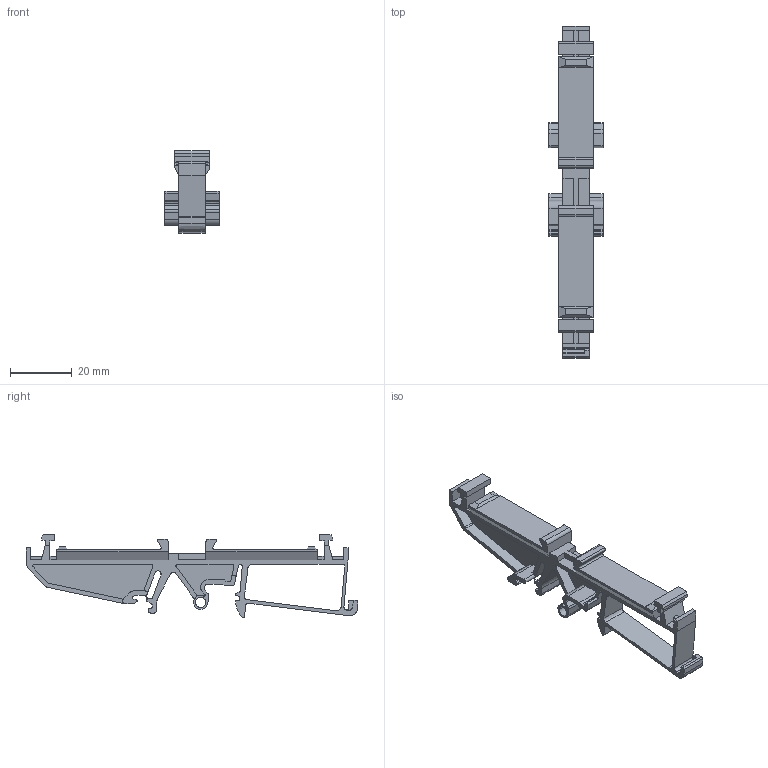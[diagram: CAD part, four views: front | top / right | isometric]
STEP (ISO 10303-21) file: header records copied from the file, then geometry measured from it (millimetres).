
FILE_DESCRIPTION(('CATIA V5 STEP Exchange','CAx-IF Rec.Pracs.--- Model Styling and Organization---1.4--- 2014-01-23'),'2;1');
FILE_NAME ('D1395765_1', '2019-10-30T08:35:46+00:00', ('none'), ('Weidmueller'), 'CATIA Version 5-6 Release 2016 SP3 HF44', 'CATIA V5 STEP AP214', 'none');
FILE_SCHEMA(('AUTOMOTIVE_DESIGN { 1 0 10303 214 1 1 1 1 }'));
Length unit declared in the file: millimetre
Products named in the file (1): 1020690000
Bounding box: 17.5 x 107.2 x 26.75 mm (x, y, z)
Volume: 7977.2 mm3; surface area: 8810.9 mm2
Topology: 1 solids, 1 shells, 257 faces, 765 edges, 510 vertices
Faces by surface type: plane 174, extrusion 52, cylinder 31
Entity records: 9603 total; most frequent: CARTESIAN_POINT 3014, ORIENTED_EDGE 1530, DIRECTION 922, EDGE_CURVE 765, VECTOR 599, LINE 547, VERTEX_POINT 510, EDGE_LOOP 261
